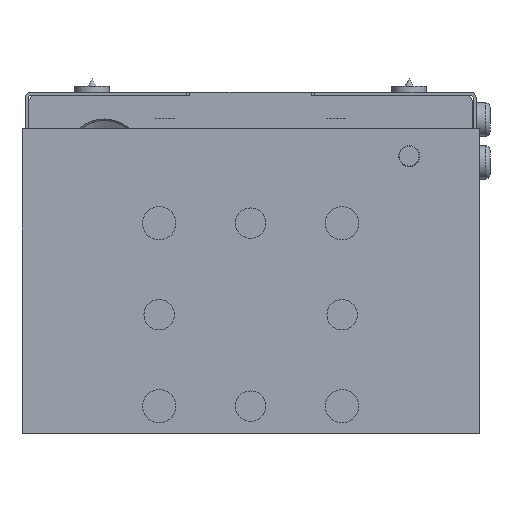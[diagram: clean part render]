
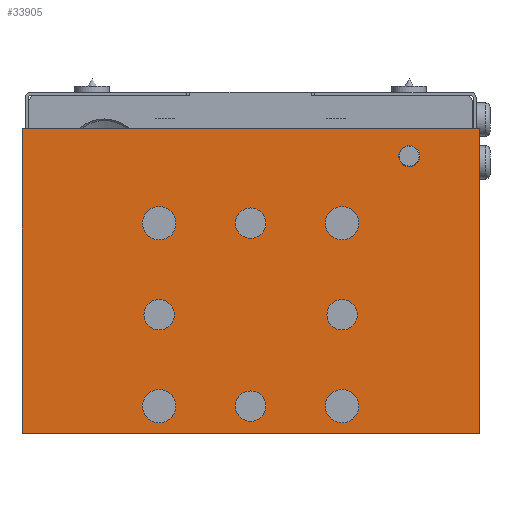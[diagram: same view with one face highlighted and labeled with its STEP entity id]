
A CAD part, left-side view. The second image highlights one B-rep face of the part: STEP entity #33905.
In plain terms, the highlighted face is planar.
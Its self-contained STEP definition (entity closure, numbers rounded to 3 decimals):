
#33767=CARTESIAN_POINT('',(270.,0.,49.));
#33768=DIRECTION('',(1.0,0.0,0.0));
#33769=DIRECTION('',(0.0,1.0,0.0));
#33770=AXIS2_PLACEMENT_3D('',#33767,#33768,#33769);
#33771=PLANE('',#33770);
#33772=CARTESIAN_POINT('',(270.,-75.,-1.));
#33773=VERTEX_POINT('',#33772);
#33774=CARTESIAN_POINT('',(270.,-75.,99.));
#33775=VERTEX_POINT('',#33774);
#33776=CARTESIAN_POINT('',(270.,-75.,-1.));
#33777=DIRECTION('',(0.0,0.0,1.0));
#33778=VECTOR('',#33777,100.);
#33779=LINE('',#33776,#33778);
#33780=EDGE_CURVE('',#33773,#33775,#33779,.T.);
#33781=ORIENTED_EDGE('',*,*,#33780,.F.);
#33782=CARTESIAN_POINT('',(270.,75.,-1.));
#33783=VERTEX_POINT('',#33782);
#33784=CARTESIAN_POINT('',(270.,75.,-1.));
#33785=DIRECTION('',(0.0,-1.0,0.0));
#33786=VECTOR('',#33785,150.);
#33787=LINE('',#33784,#33786);
#33788=EDGE_CURVE('',#33783,#33773,#33787,.T.);
#33789=ORIENTED_EDGE('',*,*,#33788,.F.);
#33790=CARTESIAN_POINT('',(270.,75.,99.));
#33791=VERTEX_POINT('',#33790);
#33792=CARTESIAN_POINT('',(270.,75.,99.));
#33793=DIRECTION('',(0.0,0.0,-1.0));
#33794=VECTOR('',#33793,100.0);
#33795=LINE('',#33792,#33794);
#33796=EDGE_CURVE('',#33791,#33783,#33795,.T.);
#33797=ORIENTED_EDGE('',*,*,#33796,.F.);
#33798=CARTESIAN_POINT('',(270.,-75.,99.));
#33799=DIRECTION('',(0.0,1.0,0.0));
#33800=VECTOR('',#33799,150.);
#33801=LINE('',#33798,#33800);
#33802=EDGE_CURVE('',#33775,#33791,#33801,.T.);
#33803=ORIENTED_EDGE('',*,*,#33802,.F.);
#33804=EDGE_LOOP('',(#33781,#33789,#33797,#33803));
#33805=FACE_OUTER_BOUND('',#33804,.T.);
#33806=CARTESIAN_POINT('',(270.,55.458,90.));
#33807=VERTEX_POINT('',#33806);
#33808=CARTESIAN_POINT('',(270.,52.,90.));
#33809=DIRECTION('',(-1.0,0.0,0.0));
#33810=DIRECTION('',(0.0,-1.0,0.0));
#33811=AXIS2_PLACEMENT_3D('',#33808,#33809,#33810);
#33812=CIRCLE('',#33811,3.459);
#33813=EDGE_CURVE('',#33807,#33807,#33812,.T.);
#33814=ORIENTED_EDGE('',*,*,#33813,.T.);
#33815=EDGE_LOOP('',(#33814));
#33816=FACE_BOUND('',#33815,.T.);
#33817=CARTESIAN_POINT('',(270.,5.,8.));
#33818=VERTEX_POINT('',#33817);
#33819=CARTESIAN_POINT('',(270.,0.,8.));
#33820=DIRECTION('',(-1.0,0.0,0.0));
#33821=DIRECTION('',(0.0,1.0,0.0));
#33822=AXIS2_PLACEMENT_3D('',#33819,#33820,#33821);
#33823=CIRCLE('',#33822,5.0);
#33824=EDGE_CURVE('',#33818,#33818,#33823,.T.);
#33825=ORIENTED_EDGE('',*,*,#33824,.T.);
#33826=EDGE_LOOP('',(#33825));
#33827=FACE_BOUND('',#33826,.T.);
#33828=CARTESIAN_POINT('',(270.,5.,68.));
#33829=VERTEX_POINT('',#33828);
#33830=CARTESIAN_POINT('',(270.,0.,68.));
#33831=DIRECTION('',(-1.0,0.0,0.0));
#33832=DIRECTION('',(0.0,1.0,0.0));
#33833=AXIS2_PLACEMENT_3D('',#33830,#33831,#33832);
#33834=CIRCLE('',#33833,5.0);
#33835=EDGE_CURVE('',#33829,#33829,#33834,.T.);
#33836=ORIENTED_EDGE('',*,*,#33835,.T.);
#33837=EDGE_LOOP('',(#33836));
#33838=FACE_BOUND('',#33837,.T.);
#33839=CARTESIAN_POINT('',(270.,-25.,38.));
#33840=VERTEX_POINT('',#33839);
#33841=CARTESIAN_POINT('',(270.,-30.,38.));
#33842=DIRECTION('',(-1.0,0.0,0.0));
#33843=DIRECTION('',(0.0,1.0,0.0));
#33844=AXIS2_PLACEMENT_3D('',#33841,#33842,#33843);
#33845=CIRCLE('',#33844,5.0);
#33846=EDGE_CURVE('',#33840,#33840,#33845,.T.);
#33847=ORIENTED_EDGE('',*,*,#33846,.T.);
#33848=EDGE_LOOP('',(#33847));
#33849=FACE_BOUND('',#33848,.T.);
#33850=CARTESIAN_POINT('',(270.,35.,38.));
#33851=VERTEX_POINT('',#33850);
#33852=CARTESIAN_POINT('',(270.,30.,38.));
#33853=DIRECTION('',(-1.0,0.0,0.0));
#33854=DIRECTION('',(0.0,1.0,0.0));
#33855=AXIS2_PLACEMENT_3D('',#33852,#33853,#33854);
#33856=CIRCLE('',#33855,5.0);
#33857=EDGE_CURVE('',#33851,#33851,#33856,.T.);
#33858=ORIENTED_EDGE('',*,*,#33857,.T.);
#33859=EDGE_LOOP('',(#33858));
#33860=FACE_BOUND('',#33859,.T.);
#33861=CARTESIAN_POINT('',(270.,-24.5,68.));
#33862=VERTEX_POINT('',#33861);
#33863=CARTESIAN_POINT('',(270.,-30.,68.));
#33864=DIRECTION('',(-1.0,0.0,0.0));
#33865=DIRECTION('',(0.0,-1.0,0.0));
#33866=AXIS2_PLACEMENT_3D('',#33863,#33864,#33865);
#33867=CIRCLE('',#33866,5.5);
#33868=EDGE_CURVE('',#33862,#33862,#33867,.T.);
#33869=ORIENTED_EDGE('',*,*,#33868,.T.);
#33870=EDGE_LOOP('',(#33869));
#33871=FACE_BOUND('',#33870,.T.);
#33872=CARTESIAN_POINT('',(270.,35.5,8.));
#33873=VERTEX_POINT('',#33872);
#33874=CARTESIAN_POINT('',(270.,30.,8.));
#33875=DIRECTION('',(-1.0,0.0,0.0));
#33876=DIRECTION('',(0.0,-1.0,0.0));
#33877=AXIS2_PLACEMENT_3D('',#33874,#33875,#33876);
#33878=CIRCLE('',#33877,5.5);
#33879=EDGE_CURVE('',#33873,#33873,#33878,.T.);
#33880=ORIENTED_EDGE('',*,*,#33879,.T.);
#33881=EDGE_LOOP('',(#33880));
#33882=FACE_BOUND('',#33881,.T.);
#33883=CARTESIAN_POINT('',(270.,35.5,68.));
#33884=VERTEX_POINT('',#33883);
#33885=CARTESIAN_POINT('',(270.,30.,68.));
#33886=DIRECTION('',(-1.0,0.0,0.0));
#33887=DIRECTION('',(0.0,-1.0,0.0));
#33888=AXIS2_PLACEMENT_3D('',#33885,#33886,#33887);
#33889=CIRCLE('',#33888,5.5);
#33890=EDGE_CURVE('',#33884,#33884,#33889,.T.);
#33891=ORIENTED_EDGE('',*,*,#33890,.T.);
#33892=EDGE_LOOP('',(#33891));
#33893=FACE_BOUND('',#33892,.T.);
#33894=CARTESIAN_POINT('',(270.,-24.5,8.));
#33895=VERTEX_POINT('',#33894);
#33896=CARTESIAN_POINT('',(270.,-30.,8.));
#33897=DIRECTION('',(-1.0,0.0,0.0));
#33898=DIRECTION('',(0.0,-1.0,0.0));
#33899=AXIS2_PLACEMENT_3D('',#33896,#33897,#33898);
#33900=CIRCLE('',#33899,5.5);
#33901=EDGE_CURVE('',#33895,#33895,#33900,.T.);
#33902=ORIENTED_EDGE('',*,*,#33901,.T.);
#33903=EDGE_LOOP('',(#33902));
#33904=FACE_BOUND('',#33903,.T.);
#33905=ADVANCED_FACE('',(#33805,#33816,#33827,#33838,#33849,#33860,#33871,#33882,#33893,#33904),#33771,.T.);
